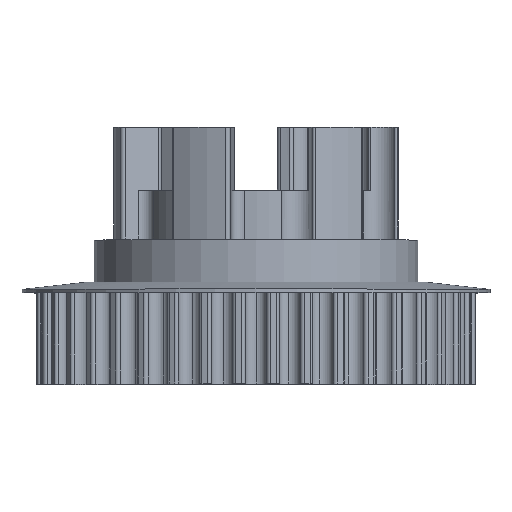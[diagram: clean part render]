
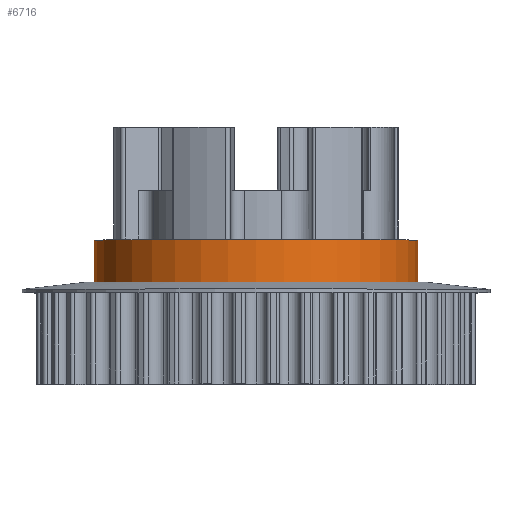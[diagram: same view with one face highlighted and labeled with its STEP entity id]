
A CAD part, top view. The second image highlights one B-rep face of the part: STEP entity #6716.
In plain terms, the highlighted cylindrical face has radius 23 mm (diameter 46 mm), a full revolution.
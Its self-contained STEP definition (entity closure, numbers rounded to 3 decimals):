
#220=CYLINDRICAL_SURFACE('',#7515,23.);
#731=CIRCLE('',#7504,23.);
#732=CIRCLE('',#7505,23.);
#739=CIRCLE('',#7516,23.);
#740=CIRCLE('',#7517,23.);
#1160=FACE_OUTER_BOUND('',#1515,.T.);
#1515=EDGE_LOOP('',(#5586,#5587,#5588,#5589,#5590,#5591));
#1951=LINE('',#11696,#2404);
#2404=VECTOR('',#9506,23.);
#3030=VERTEX_POINT('',#11663);
#3031=VERTEX_POINT('',#11664);
#3044=VERTEX_POINT('',#11695);
#3045=VERTEX_POINT('',#11697);
#3988=EDGE_CURVE('',#3030,#3031,#731,.T.);
#3989=EDGE_CURVE('',#3031,#3030,#732,.T.);
#4002=EDGE_CURVE('',#3031,#3044,#1951,.T.);
#4003=EDGE_CURVE('',#3044,#3045,#739,.T.);
#4004=EDGE_CURVE('',#3045,#3044,#740,.T.);
#5586=ORIENTED_EDGE('',*,*,#3988,.F.);
#5587=ORIENTED_EDGE('',*,*,#3989,.F.);
#5588=ORIENTED_EDGE('',*,*,#4002,.T.);
#5589=ORIENTED_EDGE('',*,*,#4003,.T.);
#5590=ORIENTED_EDGE('',*,*,#4004,.T.);
#5591=ORIENTED_EDGE('',*,*,#4002,.F.);
#6716=ADVANCED_FACE('',(#1160),#220,.T.);
#7504=AXIS2_PLACEMENT_3D('',#11665,#9476,#9477);
#7505=AXIS2_PLACEMENT_3D('',#11666,#9478,#9479);
#7515=AXIS2_PLACEMENT_3D('',#11694,#9504,#9505);
#7516=AXIS2_PLACEMENT_3D('',#11698,#9507,#9508);
#7517=AXIS2_PLACEMENT_3D('',#11699,#9509,#9510);
#9476=DIRECTION('center_axis',(0.,-1.,0.));
#9477=DIRECTION('ref_axis',(0.,0.,-1.));
#9478=DIRECTION('center_axis',(0.,-1.,0.));
#9479=DIRECTION('ref_axis',(0.,0.,-1.));
#9504=DIRECTION('center_axis',(0.,-1.,0.));
#9505=DIRECTION('ref_axis',(0.,0.,-1.));
#9506=DIRECTION('',(0.,1.,0.));
#9507=DIRECTION('center_axis',(0.,-1.,0.));
#9508=DIRECTION('ref_axis',(0.,0.,-1.));
#9509=DIRECTION('center_axis',(0.,-1.,0.));
#9510=DIRECTION('ref_axis',(0.,0.,-1.));
#11663=CARTESIAN_POINT('',(0.,1.5,-23.));
#11664=CARTESIAN_POINT('',(0.,1.5,23.));
#11665=CARTESIAN_POINT('Origin',(0.,1.5,0.));
#11666=CARTESIAN_POINT('Origin',(0.,1.5,0.));
#11694=CARTESIAN_POINT('Origin',(0.,0.,0.));
#11695=CARTESIAN_POINT('',(0.,7.5,23.));
#11696=CARTESIAN_POINT('',(0.,0.,23.));
#11697=CARTESIAN_POINT('',(0.,7.5,-23.));
#11698=CARTESIAN_POINT('Origin',(0.,7.5,0.));
#11699=CARTESIAN_POINT('Origin',(0.,7.5,0.));
